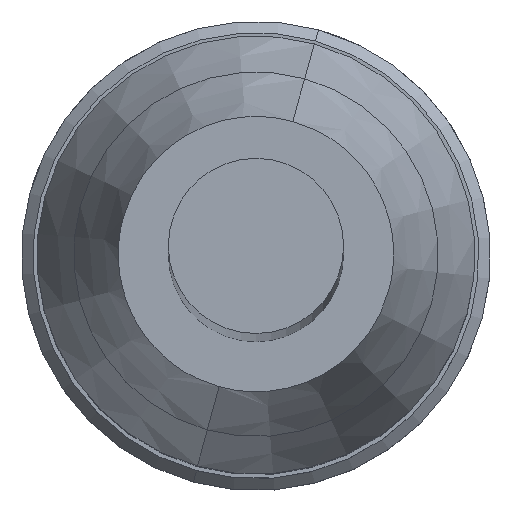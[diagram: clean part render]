
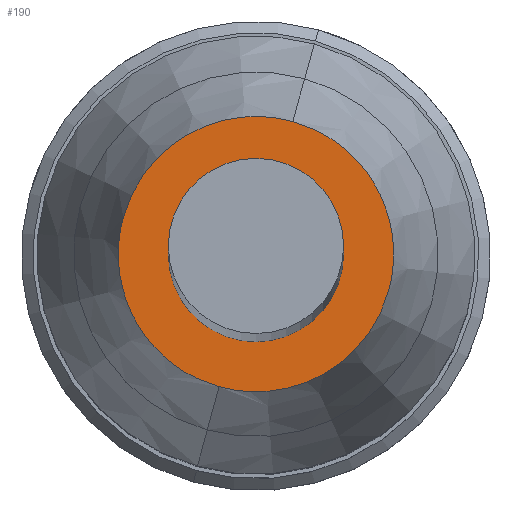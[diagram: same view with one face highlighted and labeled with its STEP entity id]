
A CAD part, top view. The second image highlights one B-rep face of the part: STEP entity #190.
In plain terms, the highlighted planar face has unit normal (0, 0, 1).
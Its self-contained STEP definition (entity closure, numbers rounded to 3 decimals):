
#48=AXIS2_PLACEMENT_3D('Circle Axis2P3D',#46,#47,$) ;
#74=AXIS2_PLACEMENT_3D('Circle Axis2P3D',#72,#73,$) ;
#102=AXIS2_PLACEMENT_3D('Plane Axis2P3D',#99,#100,#101) ;
#41=CARTESIAN_POINT('Vertex',(10.3,7.5,42.)) ;
#46=CARTESIAN_POINT('Axis2P3D Location',(7.5,7.5,42.)) ;
#50=CARTESIAN_POINT('Vertex',(4.7,7.5,42.)) ;
#72=CARTESIAN_POINT('Axis2P3D Location',(7.5,7.5,42.)) ;
#99=CARTESIAN_POINT('Axis2P3D Location',(10.871,1.543,42.)) ;
#105=CARTESIAN_POINT('Control Point',(8.676,11.74,42.)) ;
#106=CARTESIAN_POINT('Control Point',(8.928,11.67,42.)) ;
#107=CARTESIAN_POINT('Control Point',(9.175,11.581,42.)) ;
#108=CARTESIAN_POINT('Control Point',(9.415,11.474,42.)) ;
#109=CARTESIAN_POINT('Control Point',(10.01,11.154,42.)) ;
#110=CARTESIAN_POINT('Control Point',(10.535,10.726,42.)) ;
#111=CARTESIAN_POINT('Control Point',(10.823,10.428,42.)) ;
#112=CARTESIAN_POINT('Control Point',(11.325,9.77,42.)) ;
#113=CARTESIAN_POINT('Control Point',(11.662,9.014,42.)) ;
#114=CARTESIAN_POINT('Control Point',(11.786,8.618,42.)) ;
#115=CARTESIAN_POINT('Control Point',(11.917,7.916,42.)) ;
#116=CARTESIAN_POINT('Control Point',(11.905,7.204,42.)) ;
#117=CARTESIAN_POINT('Control Point',(11.875,6.906,42.)) ;
#118=CARTESIAN_POINT('Control Point',(11.82,6.612,42.)) ;
#119=CARTESIAN_POINT('Control Point',(11.74,6.324,42.)) ;
#120=CARTESIAN_POINT('Vertex',(8.676,11.74,42.)) ;
#122=CARTESIAN_POINT('Vertex',(11.74,6.324,42.)) ;
#126=CARTESIAN_POINT('Control Point',(3.26,8.676,42.)) ;
#127=CARTESIAN_POINT('Control Point',(3.37,9.072,42.)) ;
#128=CARTESIAN_POINT('Control Point',(3.526,9.455,42.)) ;
#129=CARTESIAN_POINT('Control Point',(3.726,9.818,42.)) ;
#130=CARTESIAN_POINT('Control Point',(4.208,10.491,42.)) ;
#131=CARTESIAN_POINT('Control Point',(4.832,11.035,42.)) ;
#132=CARTESIAN_POINT('Control Point',(5.175,11.269,42.)) ;
#133=CARTESIAN_POINT('Control Point',(5.908,11.653,42.)) ;
#134=CARTESIAN_POINT('Control Point',(6.71,11.858,42.)) ;
#135=CARTESIAN_POINT('Control Point',(7.121,11.913,42.)) ;
#136=CARTESIAN_POINT('Control Point',(7.685,11.921,42.)) ;
#137=CARTESIAN_POINT('Control Point',(8.24,11.841,42.)) ;
#138=CARTESIAN_POINT('Control Point',(8.387,11.814,42.)) ;
#139=CARTESIAN_POINT('Control Point',(8.532,11.78,42.)) ;
#140=CARTESIAN_POINT('Control Point',(8.676,11.74,42.)) ;
#141=CARTESIAN_POINT('Vertex',(3.26,8.676,42.)) ;
#145=CARTESIAN_POINT('Control Point',(6.324,3.26,42.)) ;
#146=CARTESIAN_POINT('Control Point',(6.072,3.33,42.)) ;
#147=CARTESIAN_POINT('Control Point',(5.825,3.419,42.)) ;
#148=CARTESIAN_POINT('Control Point',(5.585,3.526,42.)) ;
#149=CARTESIAN_POINT('Control Point',(4.99,3.846,42.)) ;
#150=CARTESIAN_POINT('Control Point',(4.465,4.274,42.)) ;
#151=CARTESIAN_POINT('Control Point',(4.177,4.572,42.)) ;
#152=CARTESIAN_POINT('Control Point',(3.675,5.23,42.)) ;
#153=CARTESIAN_POINT('Control Point',(3.338,5.986,42.)) ;
#154=CARTESIAN_POINT('Control Point',(3.214,6.382,42.)) ;
#155=CARTESIAN_POINT('Control Point',(3.083,7.084,42.)) ;
#156=CARTESIAN_POINT('Control Point',(3.095,7.796,42.)) ;
#157=CARTESIAN_POINT('Control Point',(3.125,8.094,42.)) ;
#158=CARTESIAN_POINT('Control Point',(3.18,8.388,42.)) ;
#159=CARTESIAN_POINT('Control Point',(3.26,8.676,42.)) ;
#160=CARTESIAN_POINT('Vertex',(6.324,3.26,42.)) ;
#164=CARTESIAN_POINT('Control Point',(11.74,6.324,42.)) ;
#165=CARTESIAN_POINT('Control Point',(11.63,5.928,42.)) ;
#166=CARTESIAN_POINT('Control Point',(11.474,5.545,42.)) ;
#167=CARTESIAN_POINT('Control Point',(11.274,5.182,42.)) ;
#168=CARTESIAN_POINT('Control Point',(10.792,4.509,42.)) ;
#169=CARTESIAN_POINT('Control Point',(10.168,3.965,42.)) ;
#170=CARTESIAN_POINT('Control Point',(9.825,3.731,42.)) ;
#171=CARTESIAN_POINT('Control Point',(9.092,3.347,42.)) ;
#172=CARTESIAN_POINT('Control Point',(8.29,3.142,42.)) ;
#173=CARTESIAN_POINT('Control Point',(7.879,3.087,42.)) ;
#174=CARTESIAN_POINT('Control Point',(7.315,3.079,42.)) ;
#175=CARTESIAN_POINT('Control Point',(6.76,3.159,42.)) ;
#176=CARTESIAN_POINT('Control Point',(6.613,3.186,42.)) ;
#177=CARTESIAN_POINT('Control Point',(6.468,3.22,42.)) ;
#178=CARTESIAN_POINT('Control Point',(6.324,3.26,42.)) ;
#47=DIRECTION('Axis2P3D Direction',(0.,0.,1.)) ;
#73=DIRECTION('Axis2P3D Direction',(0.,0.,1.)) ;
#100=DIRECTION('Axis2P3D Direction',(0.,0.,1.)) ;
#101=DIRECTION('Axis2P3D XDirection',(0.267,0.964,0.)) ;
#181=ORIENTED_EDGE('',*,*,#124,.F.) ;
#182=ORIENTED_EDGE('',*,*,#143,.F.) ;
#183=ORIENTED_EDGE('',*,*,#162,.F.) ;
#184=ORIENTED_EDGE('',*,*,#179,.F.) ;
#187=ORIENTED_EDGE('',*,*,#52,.F.) ;
#188=ORIENTED_EDGE('',*,*,#76,.F.) ;
#189=FACE_BOUND('',#186,.T.) ;
#190=ADVANCED_FACE('R2',(#185,#189),#103,.T.) ;
#104=B_SPLINE_CURVE_WITH_KNOTS('',5,(#105,#106,#107,#108,#109,#110,#111,#112,#113,#114,#115,#116,#117,#118,#119),.UNSPECIFIED.,.F.,.U.,(6,3,3,3,6),(9.774,11.626,14.533,17.439,19.549),.UNSPECIFIED.) ;
#125=B_SPLINE_CURVE_WITH_KNOTS('',5,(#126,#127,#128,#129,#130,#131,#132,#133,#134,#135,#136,#137,#138,#139,#140),.UNSPECIFIED.,.F.,.U.,(6,3,3,3,6),(0.,2.907,5.813,8.72,9.774),.UNSPECIFIED.) ;
#144=B_SPLINE_CURVE_WITH_KNOTS('',5,(#145,#146,#147,#148,#149,#150,#151,#152,#153,#154,#155,#156,#157,#158,#159),.UNSPECIFIED.,.F.,.U.,(6,3,3,3,6),(9.774,11.626,14.533,17.439,19.549),.UNSPECIFIED.) ;
#163=B_SPLINE_CURVE_WITH_KNOTS('',5,(#164,#165,#166,#167,#168,#169,#170,#171,#172,#173,#174,#175,#176,#177,#178),.UNSPECIFIED.,.F.,.U.,(6,3,3,3,6),(0.,2.907,5.813,8.72,9.774),.UNSPECIFIED.) ;
#49=CIRCLE('generated circle',#48,2.8) ;
#75=CIRCLE('generated circle',#74,2.8) ;
#52=EDGE_CURVE('',#42,#51,#49,.T.) ;
#76=EDGE_CURVE('',#51,#42,#75,.T.) ;
#124=EDGE_CURVE('',#121,#123,#104,.T.) ;
#143=EDGE_CURVE('',#142,#121,#125,.T.) ;
#162=EDGE_CURVE('',#161,#142,#144,.T.) ;
#179=EDGE_CURVE('',#123,#161,#163,.T.) ;
#180=EDGE_LOOP('',(#181,#182,#183,#184)) ;
#186=EDGE_LOOP('',(#187,#188)) ;
#185=FACE_OUTER_BOUND('',#180,.T.) ;
#103=PLANE('',#102) ;
#42=VERTEX_POINT('',#41) ;
#51=VERTEX_POINT('',#50) ;
#121=VERTEX_POINT('',#120) ;
#123=VERTEX_POINT('',#122) ;
#142=VERTEX_POINT('',#141) ;
#161=VERTEX_POINT('',#160) ;
